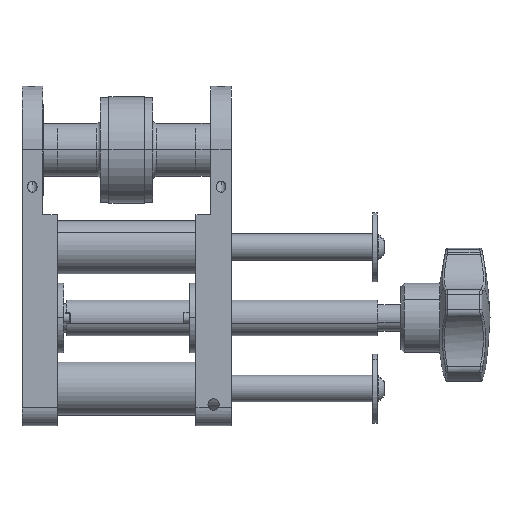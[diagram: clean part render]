
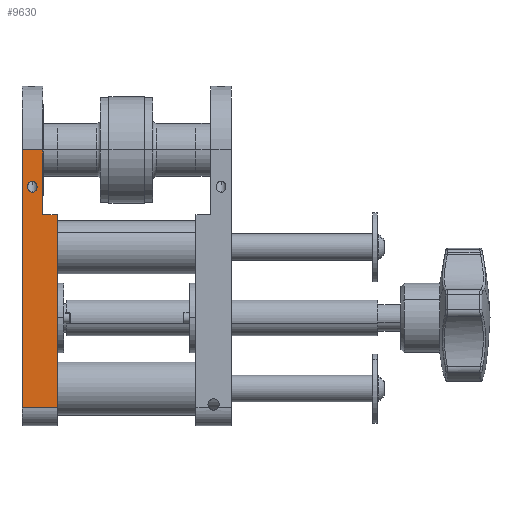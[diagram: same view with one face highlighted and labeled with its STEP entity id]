
A CAD part, left-side view. The second image highlights one B-rep face of the part: STEP entity #9630.
In plain terms, the highlighted planar face has unit normal (-1, 0, 0).
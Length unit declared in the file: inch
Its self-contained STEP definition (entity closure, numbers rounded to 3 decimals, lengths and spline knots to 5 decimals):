
#168 = CARTESIAN_POINT ( 'NONE',  ( -0.9, -0.145, -0.4411 ) ) ;
#574 = EDGE_LOOP ( 'NONE', ( #12413, #19913, #827, #6527, #8914, #20586 ) ) ;
#827 = ORIENTED_EDGE ( 'NONE', *, *, #17952, .T. ) ;
#1082 = CARTESIAN_POINT ( 'NONE',  ( -0.9, -0.29, 0. ) ) ;
#1084 = VECTOR ( 'NONE', #20604, 39.37008 ) ;
#1502 = FACE_BOUND ( 'NONE', #4907, .T. ) ;
#1884 = DIRECTION ( 'NONE',  ( 0., 1., 0. ) ) ;
#2141 = CARTESIAN_POINT ( 'NONE',  ( -0.9, -0.145, -0.4411 ) ) ;
#3031 = EDGE_CURVE ( 'NONE', #9017, #5218, #15233, .T. ) ;
#3292 = CARTESIAN_POINT ( 'NONE',  ( -0.9, -0.5, -0.915 ) ) ;
#4907 = EDGE_LOOP ( 'NONE', ( #18675, #14975 ) ) ;
#5010 = CARTESIAN_POINT ( 'NONE',  ( -0.9, -0.009, -0.59813 ) ) ;
#5218 = VERTEX_POINT ( 'NONE', #3292 ) ;
#5252 = FACE_OUTER_BOUND ( 'NONE', #574, .T. ) ;
#5287 = AXIS2_PLACEMENT_3D ( 'NONE', #19184, #9537, #20774 ) ;
#5540 = DIRECTION ( 'NONE',  ( 0., -1., 0. ) ) ;
#5673 = VECTOR ( 'NONE', #5540, 39.37008 ) ;
#5981 = VECTOR ( 'NONE', #11097, 39.37008 ) ;
#6435 = CARTESIAN_POINT ( 'NONE',  ( -0.9, -0.29, -0.915 ) ) ;
#6527 = ORIENTED_EDGE ( 'NONE', *, *, #14596, .T. ) ;
#6604 =( BOUNDED_CURVE ( )  B_SPLINE_CURVE ( 3, ( #168, #9803, #5010, #16277 ),
 .UNSPECIFIED., .F., .F. ) 
 B_SPLINE_CURVE_WITH_KNOTS ( ( 4, 4 ),
 ( 0., 3.14159 ),
 .UNSPECIFIED. ) 
 CURVE ( )  GEOMETRIC_REPRESENTATION_ITEM ( )  RATIONAL_B_SPLINE_CURVE ( ( 1., 0.333, 0.333, 1. ) ) 
 REPRESENTATION_ITEM ( '' )  );
#7729 = CARTESIAN_POINT ( 'NONE',  ( -0.9, -0.5, 0. ) ) ;
#7759 = PLANE ( 'NONE',  #5287 ) ;
#8277 = VECTOR ( 'NONE', #1884, 39.37008 ) ;
#8380 = CARTESIAN_POINT ( 'NONE',  ( -0.9, 0., -3.649 ) ) ;
#8681 = DIRECTION ( 'NONE',  ( 0., 0., -1. ) ) ;
#8795 = VERTEX_POINT ( 'NONE', #12577 ) ;
#8914 = ORIENTED_EDGE ( 'NONE', *, *, #18671, .F. ) ;
#9017 = VERTEX_POINT ( 'NONE', #12388 ) ;
#9537 = DIRECTION ( 'NONE',  ( 1., 0., 0. ) ) ;
#9630 = ADVANCED_FACE ( 'NONE', ( #1502, #5252 ), #7759, .F. ) ;
#9803 = CARTESIAN_POINT ( 'NONE',  ( -0.9, -0.009, -0.4411 ) ) ;
#9823 = CARTESIAN_POINT ( 'NONE',  ( -0.9, 0., 0. ) ) ;
#10019 = CARTESIAN_POINT ( 'NONE',  ( -0.9, -0.145, -0.59813 ) ) ;
#11097 = DIRECTION ( 'NONE',  ( 0., 0., 1. ) ) ;
#11420 = DIRECTION ( 'NONE',  ( 0., 0., -1. ) ) ;
#11763 = CARTESIAN_POINT ( 'NONE',  ( -0.9, -0.281, -0.4411 ) ) ;
#12388 = CARTESIAN_POINT ( 'NONE',  ( -0.9, -0.29, -0.915 ) ) ;
#12413 = ORIENTED_EDGE ( 'NONE', *, *, #3031, .F. ) ;
#12577 = CARTESIAN_POINT ( 'NONE',  ( -0.9, -0.5, -3.649 ) ) ;
#12602 = LINE ( 'NONE', #13117, #8277 ) ;
#13117 = CARTESIAN_POINT ( 'NONE',  ( -0.9, -0.5, -3.649 ) ) ;
#14057 = VECTOR ( 'NONE', #8681, 39.37008 ) ;
#14221 = VERTEX_POINT ( 'NONE', #15159 ) ;
#14596 = EDGE_CURVE ( 'NONE', #19449, #18711, #20047, .T. ) ;
#14918 = VERTEX_POINT ( 'NONE', #1082 ) ;
#14975 = ORIENTED_EDGE ( 'NONE', *, *, #17777, .F. ) ;
#15069 = LINE ( 'NONE', #18352, #14057 ) ;
#15159 = CARTESIAN_POINT ( 'NONE',  ( -0.9, -0.145, -0.59813 ) ) ;
#15233 = LINE ( 'NONE', #6435, #5673 ) ;
#15602 = CARTESIAN_POINT ( 'NONE',  ( -0.9, -0.145, -0.4411 ) ) ;
#16104 = EDGE_CURVE ( 'NONE', #19887, #14221, #6604, .T. ) ;
#16277 = CARTESIAN_POINT ( 'NONE',  ( -0.9, -0.145, -0.59813 ) ) ;
#16619 = EDGE_CURVE ( 'NONE', #9017, #14918, #18336, .T. ) ;
#17396 = CARTESIAN_POINT ( 'NONE',  ( -0.9, 0., 0. ) ) ;
#17735 = LINE ( 'NONE', #7729, #1084 ) ;
#17777 = EDGE_CURVE ( 'NONE', #14221, #19887, #19423, .T. ) ;
#17952 = EDGE_CURVE ( 'NONE', #14918, #19449, #17735, .T. ) ;
#18336 = LINE ( 'NONE', #20737, #5981 ) ;
#18352 = CARTESIAN_POINT ( 'NONE',  ( -0.9, -0.5, 0. ) ) ;
#18671 = EDGE_CURVE ( 'NONE', #8795, #18711, #12602, .T. ) ;
#18675 = ORIENTED_EDGE ( 'NONE', *, *, #16104, .F. ) ;
#18711 = VERTEX_POINT ( 'NONE', #8380 ) ;
#18860 = EDGE_CURVE ( 'NONE', #5218, #8795, #15069, .T. ) ;
#19067 = VECTOR ( 'NONE', #11420, 39.37008 ) ;
#19184 = CARTESIAN_POINT ( 'NONE',  ( -0.9, -0.5, 0. ) ) ;
#19423 =( BOUNDED_CURVE ( )  B_SPLINE_CURVE ( 3, ( #10019, #19648, #11763, #2141 ),
 .UNSPECIFIED., .F., .F. ) 
 B_SPLINE_CURVE_WITH_KNOTS ( ( 4, 4 ),
 ( 3.14159, 6.28319 ),
 .UNSPECIFIED. ) 
 CURVE ( )  GEOMETRIC_REPRESENTATION_ITEM ( )  RATIONAL_B_SPLINE_CURVE ( ( 1., 0.333, 0.333, 1. ) ) 
 REPRESENTATION_ITEM ( '' )  );
#19449 = VERTEX_POINT ( 'NONE', #17396 ) ;
#19648 = CARTESIAN_POINT ( 'NONE',  ( -0.9, -0.281, -0.59813 ) ) ;
#19887 = VERTEX_POINT ( 'NONE', #15602 ) ;
#19913 = ORIENTED_EDGE ( 'NONE', *, *, #16619, .T. ) ;
#20047 = LINE ( 'NONE', #9823, #19067 ) ;
#20586 = ORIENTED_EDGE ( 'NONE', *, *, #18860, .F. ) ;
#20604 = DIRECTION ( 'NONE',  ( 0., 1., 0. ) ) ;
#20737 = CARTESIAN_POINT ( 'NONE',  ( -0.9, -0.29, -0.915 ) ) ;
#20774 = DIRECTION ( 'NONE',  ( 0., 0., 1. ) ) ;
